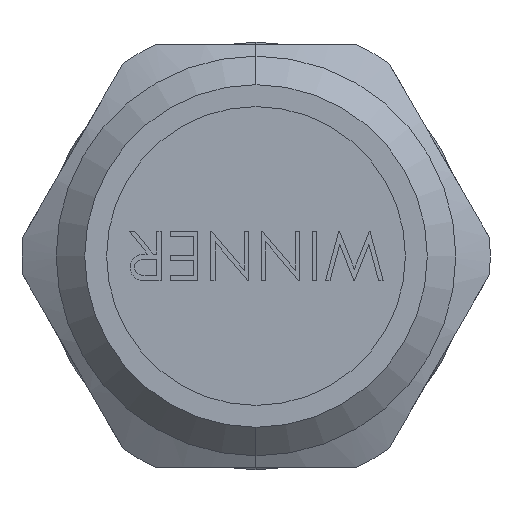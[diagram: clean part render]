
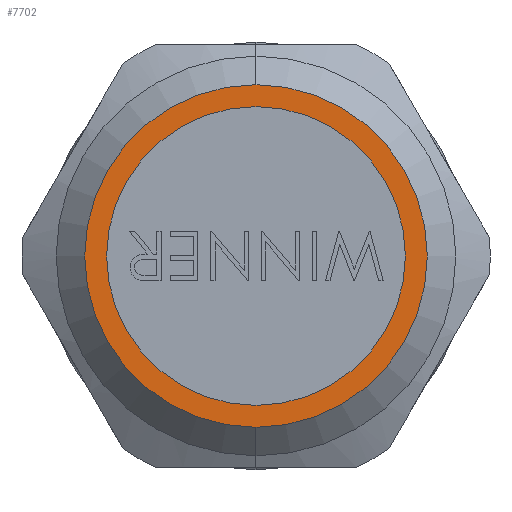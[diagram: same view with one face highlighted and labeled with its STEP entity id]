
A CAD part, left-side view. The second image highlights one B-rep face of the part: STEP entity #7702.
In plain terms, the highlighted planar face has unit normal (-1, 0, 0).
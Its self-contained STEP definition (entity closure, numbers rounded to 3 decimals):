
#145 = CIRCLE ( 'NONE', #1990, 7.85 ) ;
#302 = CARTESIAN_POINT ( 'NONE',  ( -15.55, 0., 0. ) ) ;
#481 = CARTESIAN_POINT ( 'NONE',  ( -15.55, 0., -9. ) ) ;
#522 = ORIENTED_EDGE ( 'NONE', *, *, #9739, .F. ) ;
#939 = VERTEX_POINT ( 'NONE', #4337 ) ;
#986 = CIRCLE ( 'NONE', #4901, 9. ) ;
#1251 = ORIENTED_EDGE ( 'NONE', *, *, #3566, .F. ) ;
#1514 = CARTESIAN_POINT ( 'NONE',  ( -15.55, 0., 0. ) ) ;
#1990 = AXIS2_PLACEMENT_3D ( 'NONE', #8870, #2313, #3943 ) ;
#2222 = DIRECTION ( 'NONE',  ( 0., -1., 0. ) ) ;
#2247 = DIRECTION ( 'NONE',  ( 0., 0., 1. ) ) ;
#2313 = DIRECTION ( 'NONE',  ( -1., 0., 0. ) ) ;
#2596 = VERTEX_POINT ( 'NONE', #481 ) ;
#2806 = DIRECTION ( 'NONE',  ( 0., 0., -1. ) ) ;
#2997 = ORIENTED_EDGE ( 'NONE', *, *, #10035, .F. ) ;
#3566 = EDGE_CURVE ( 'NONE', #7289, #2596, #9389, .T. ) ;
#3943 = DIRECTION ( 'NONE',  ( 0., -1., 0. ) ) ;
#4063 = CIRCLE ( 'NONE', #7860, 7.85 ) ;
#4270 = AXIS2_PLACEMENT_3D ( 'NONE', #5429, #5495, #2247 ) ;
#4337 = CARTESIAN_POINT ( 'NONE',  ( -15.55, 7.85, 0. ) ) ;
#4397 = EDGE_CURVE ( 'NONE', #5729, #939, #145, .T. ) ;
#4571 = DIRECTION ( 'NONE',  ( -1., 0., 0. ) ) ;
#4901 = AXIS2_PLACEMENT_3D ( 'NONE', #302, #6078, #2806 ) ;
#5344 = EDGE_LOOP ( 'NONE', ( #7953, #522 ) ) ;
#5429 = CARTESIAN_POINT ( 'NONE',  ( -15.55, 0., 0. ) ) ;
#5495 = DIRECTION ( 'NONE',  ( -1., 0., 0. ) ) ;
#5729 = VERTEX_POINT ( 'NONE', #10000 ) ;
#5881 = AXIS2_PLACEMENT_3D ( 'NONE', #1514, #8291, #6655 ) ;
#6078 = DIRECTION ( 'NONE',  ( 1., 0., 0. ) ) ;
#6655 = DIRECTION ( 'NONE',  ( 0., 0., -1. ) ) ;
#7289 = VERTEX_POINT ( 'NONE', #9540 ) ;
#7702 = ADVANCED_FACE ( 'NONE', ( #10348, #8458 ), #9500, .T. ) ;
#7860 = AXIS2_PLACEMENT_3D ( 'NONE', #9467, #4571, #2222 ) ;
#7953 = ORIENTED_EDGE ( 'NONE', *, *, #4397, .F. ) ;
#8291 = DIRECTION ( 'NONE',  ( 1., 0., 0. ) ) ;
#8458 = FACE_BOUND ( 'NONE', #5344, .T. ) ;
#8870 = CARTESIAN_POINT ( 'NONE',  ( -15.55, 0., 0. ) ) ;
#9389 = CIRCLE ( 'NONE', #5881, 9. ) ;
#9467 = CARTESIAN_POINT ( 'NONE',  ( -15.55, 0., 0. ) ) ;
#9500 = PLANE ( 'NONE',  #4270 ) ;
#9540 = CARTESIAN_POINT ( 'NONE',  ( -15.55, 0., 9. ) ) ;
#9739 = EDGE_CURVE ( 'NONE', #939, #5729, #4063, .T. ) ;
#10000 = CARTESIAN_POINT ( 'NONE',  ( -15.55, -7.85, 0. ) ) ;
#10035 = EDGE_CURVE ( 'NONE', #2596, #7289, #986, .T. ) ;
#10276 = EDGE_LOOP ( 'NONE', ( #2997, #1251 ) ) ;
#10348 = FACE_OUTER_BOUND ( 'NONE', #10276, .T. ) ;
